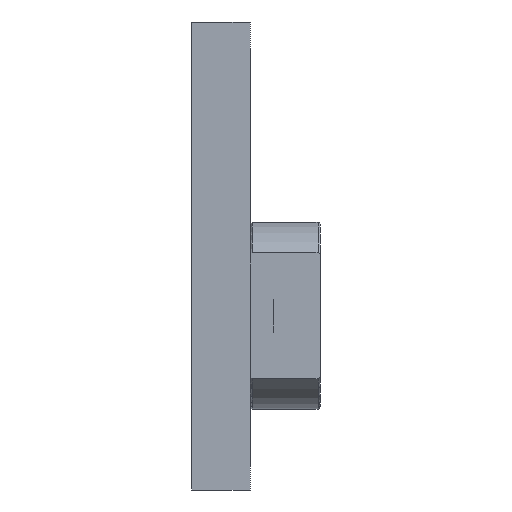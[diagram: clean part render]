
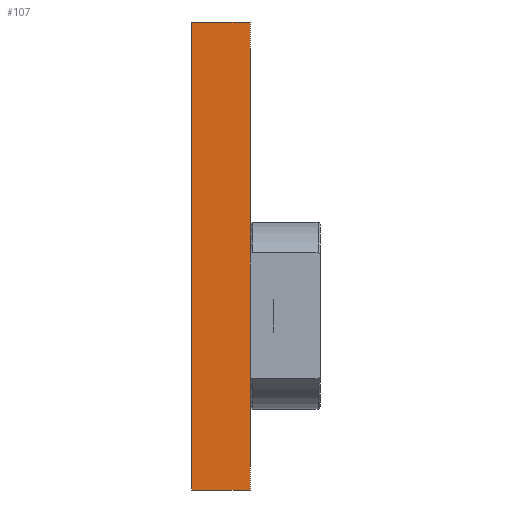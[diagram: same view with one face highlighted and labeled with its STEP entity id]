
A CAD part, left-side view. The second image highlights one B-rep face of the part: STEP entity #107.
In plain terms, the highlighted planar face has unit normal (-1, 0, 0).
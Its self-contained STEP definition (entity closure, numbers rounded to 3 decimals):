
#107=ADVANCED_FACE('',(#299),#300,.T.);
#299=FACE_OUTER_BOUND('',#596,.T.);
#300=PLANE('',#597);
#596=EDGE_LOOP('',(#1095,#1096,#1097,#1098));
#597=AXIS2_PLACEMENT_3D('',#1099,#1100,#1101);
#1095=ORIENTED_EDGE('',*,*,#1953,.T.);
#1096=ORIENTED_EDGE('',*,*,#1997,.F.);
#1097=ORIENTED_EDGE('',*,*,#1971,.F.);
#1098=ORIENTED_EDGE('',*,*,#1996,.T.);
#1099=CARTESIAN_POINT('',(-128.4,0.0,20.));
#1100=DIRECTION('',(-1.0,0.0,0.0));
#1101=DIRECTION('',(0.0,0.0,1.0));
#1953=EDGE_CURVE('',#2352,#2350,#2353,.T.);
#1971=EDGE_CURVE('',#2381,#2376,#2383,.T.);
#1996=EDGE_CURVE('',#2381,#2352,#2416,.T.);
#1997=EDGE_CURVE('',#2376,#2350,#2417,.T.);
#2350=VERTEX_POINT('',#2959);
#2352=VERTEX_POINT('',#2962);
#2353=LINE('',#2963,#2964);
#2376=VERTEX_POINT('',#2992);
#2381=VERTEX_POINT('',#2999);
#2383=LINE('',#3002,#3003);
#2416=LINE('',#3050,#3051);
#2417=LINE('',#3052,#3053);
#2959=CARTESIAN_POINT('',(-128.4,2.5,0.));
#2962=CARTESIAN_POINT('',(-128.4,2.5,20.));
#2963=CARTESIAN_POINT('',(-128.4,2.5,20.));
#2964=VECTOR('',#4467,20.0);
#2992=CARTESIAN_POINT('',(-128.4,0.0,0.));
#2999=CARTESIAN_POINT('',(-128.4,0.0,20.));
#3002=CARTESIAN_POINT('',(-128.4,0.0,20.));
#3003=VECTOR('',#4503,20.0);
#3050=CARTESIAN_POINT('',(-128.4,0.0,20.));
#3051=VECTOR('',#4548,2.5);
#3052=CARTESIAN_POINT('',(-128.4,0.0,0.));
#3053=VECTOR('',#4549,2.5);
#4467=DIRECTION('',(0.0,0.0,-1.0));
#4503=DIRECTION('',(0.0,0.0,-1.0));
#4548=DIRECTION('',(0.0,1.0,0.0));
#4549=DIRECTION('',(0.0,1.0,0.0));
